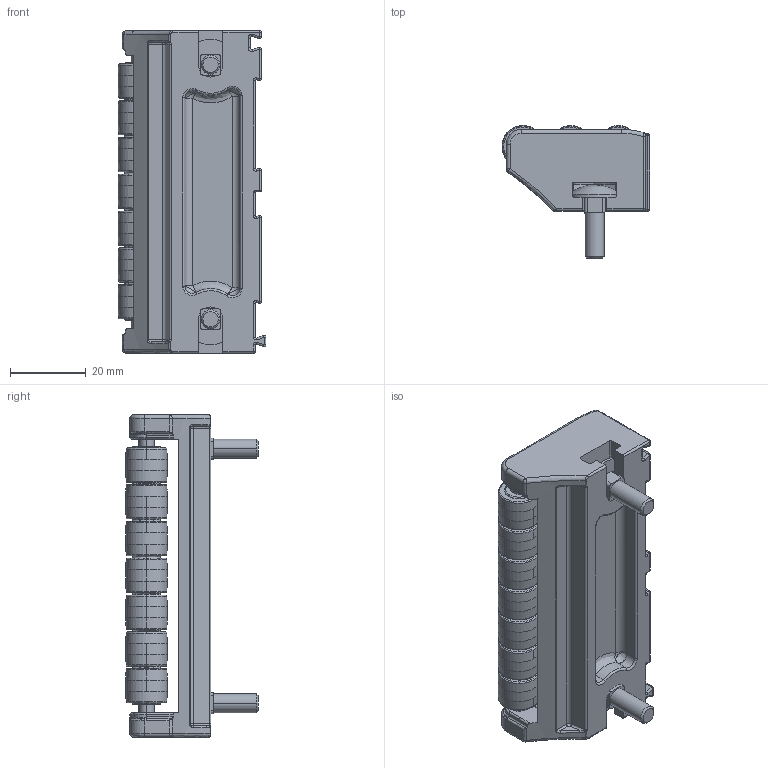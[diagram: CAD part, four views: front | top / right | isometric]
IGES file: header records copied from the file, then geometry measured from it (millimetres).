
Start section: SolidWorks IGES file using analytic representation for surfaces
Global section: file name: S0569-601092.IGS; native system: SolidWorks 2011; preprocessor: SolidWorks 2011; author: turcimas; date: 110422.162044; units: millimetre
Bounding box: 39 x 35 x 85 mm (x, y, z)
Volume: 37784.5 mm3; surface area: 26623.5 mm2
Topology: 6 solids, 6 shells, 865 faces, 2114 edges, 1298 vertices
Faces by surface type: revolution 426, bspline 294, plane 145
